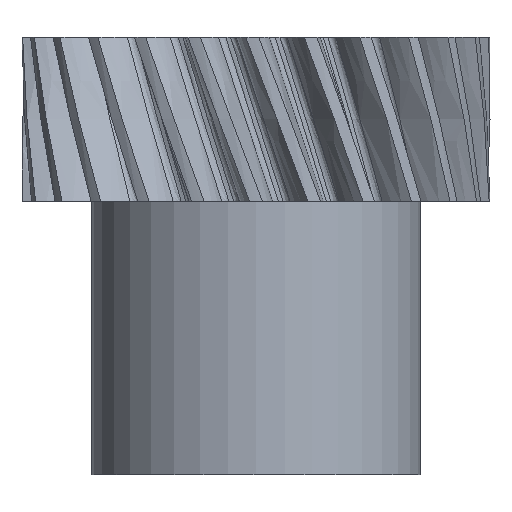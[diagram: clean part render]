
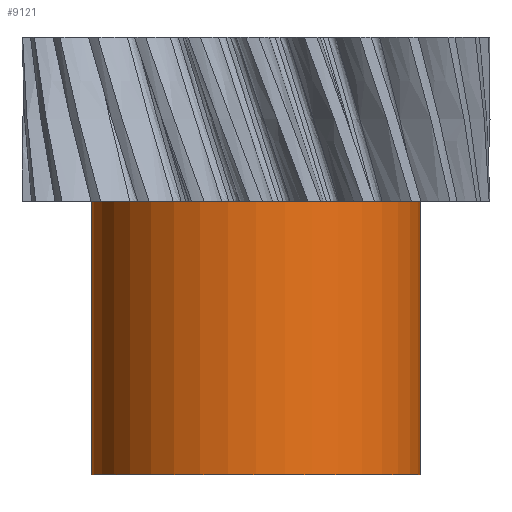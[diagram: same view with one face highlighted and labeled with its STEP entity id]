
A CAD part, front view. The second image highlights one B-rep face of the part: STEP entity #9121.
In plain terms, the highlighted cylindrical face has radius 30 mm (diameter 60 mm), a partial arc.
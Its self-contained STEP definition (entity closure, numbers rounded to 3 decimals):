
#260 = EDGE_CURVE ( 'NONE', #10476, #10999, #3657, .T. ) ;
#3241 = DIRECTION ( 'NONE',  ( 1., 0., 0. ) ) ;
#3242 = DIRECTION ( 'NONE',  ( 0., 0., 1. ) ) ;
#3243 = CARTESIAN_POINT ( 'NONE',  ( 0., 0., -50. ) ) ;
#3244 = AXIS2_PLACEMENT_3D ( 'NONE', #3243, #3242, #3241 ) ;
#3404 = CIRCLE ( 'NONE', #3244, 30. ) ;
#3640 = DIRECTION ( 'NONE',  ( 1., 0., 0. ) ) ;
#3642 = DIRECTION ( 'NONE',  ( 0., 0., 1. ) ) ;
#3643 = CARTESIAN_POINT ( 'NONE',  ( 0., 0., 0. ) ) ;
#3645 = AXIS2_PLACEMENT_3D ( 'NONE', #3643, #3642, #3640 ) ;
#3657 = CIRCLE ( 'NONE', #3645, 30. ) ;
#6539 = CARTESIAN_POINT ( 'NONE',  ( -30., 0., 0. ) ) ;
#7684 = CARTESIAN_POINT ( 'NONE',  ( -30., 0., -50. ) ) ;
#7685 = LINE ( 'NONE', #7684, #7713 ) ;
#7712 = DIRECTION ( 'NONE',  ( 0., 0., 1. ) ) ;
#7713 = VECTOR ( 'NONE', #7712, 1000. ) ;
#7716 = CARTESIAN_POINT ( 'NONE',  ( 30., 0., 0. ) ) ;
#7718 = CARTESIAN_POINT ( 'NONE',  ( 30., 0., -50. ) ) ;
#7719 = LINE ( 'NONE', #7718, #7764 ) ;
#7733 = CARTESIAN_POINT ( 'NONE',  ( 30., 0., -50. ) ) ;
#7735 = CARTESIAN_POINT ( 'NONE',  ( -30., 0., -50. ) ) ;
#7763 = DIRECTION ( 'NONE',  ( 0., 0., 1. ) ) ;
#7764 = VECTOR ( 'NONE', #7763, 1000. ) ;
#9113 = EDGE_LOOP ( 'NONE', ( #9493, #9492, #9484, #9481 ) ) ;
#9121 = ADVANCED_FACE ( 'NONE', ( #13939 ), #13938, .T. ) ;
#9481 = ORIENTED_EDGE ( 'NONE', *, *, #260, .F. ) ;
#9484 = ORIENTED_EDGE ( 'NONE', *, *, #10964, .T. ) ;
#9486 = EDGE_CURVE ( 'NONE', #10877, #10856, #3404, .T. ) ;
#9492 = ORIENTED_EDGE ( 'NONE', *, *, #9486, .T. ) ;
#9493 = ORIENTED_EDGE ( 'NONE', *, *, #10800, .F. ) ;
#10476 = VERTEX_POINT ( 'NONE', #6539 ) ;
#10800 = EDGE_CURVE ( 'NONE', #10877, #10476, #7685, .T. ) ;
#10856 = VERTEX_POINT ( 'NONE', #7733 ) ;
#10877 = VERTEX_POINT ( 'NONE', #7735 ) ;
#10964 = EDGE_CURVE ( 'NONE', #10856, #10999, #7719, .T. ) ;
#10999 = VERTEX_POINT ( 'NONE', #7716 ) ;
#13932 = DIRECTION ( 'NONE',  ( 1., 0., 0. ) ) ;
#13933 = DIRECTION ( 'NONE',  ( 0., 0., 1. ) ) ;
#13934 = CARTESIAN_POINT ( 'NONE',  ( 0., 0., -50. ) ) ;
#13935 = AXIS2_PLACEMENT_3D ( 'NONE', #13934, #13933, #13932 ) ;
#13938 = CYLINDRICAL_SURFACE ( 'NONE', #13935, 30. ) ;
#13939 = FACE_OUTER_BOUND ( 'NONE', #9113, .T. ) ;
